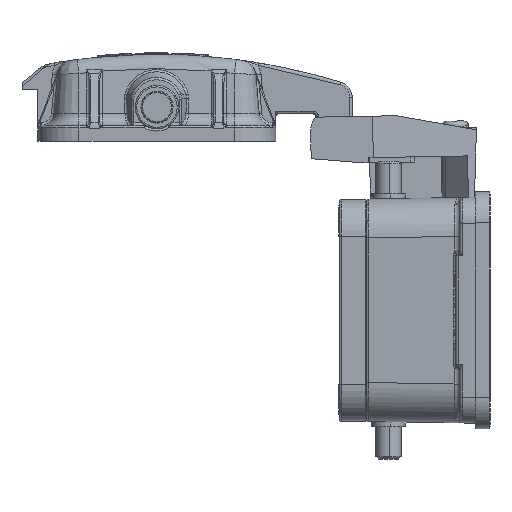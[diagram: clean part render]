
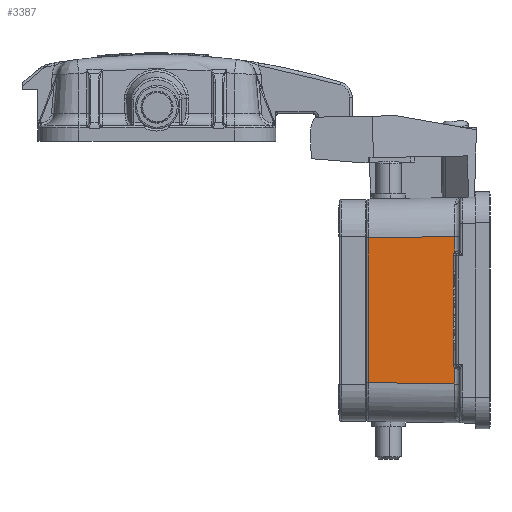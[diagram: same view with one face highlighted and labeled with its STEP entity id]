
A CAD part, left-side view. The second image highlights one B-rep face of the part: STEP entity #3387.
In plain terms, the highlighted planar face has unit normal (-1, 0.018, 0).
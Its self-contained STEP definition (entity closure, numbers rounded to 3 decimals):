
#1238=FACE_OUTER_BOUND('',#7892,.T.);
#3387=ADVANCED_FACE('NONE',(#1238),#4554,.T.);
#4554=PLANE('',#22857);
#5291=LINE('',#32653,#6548);
#5292=LINE('',#32655,#6549);
#5293=LINE('',#32657,#6550);
#5294=LINE('',#32664,#6551);
#5301=LINE('',#32868,#6558);
#5302=LINE('',#32875,#6559);
#6548=VECTOR('',#25575,1.);
#6549=VECTOR('',#25578,1.);
#6550=VECTOR('',#25581,1.);
#6551=VECTOR('',#25584,1.);
#6558=VECTOR('',#25623,1.);
#6559=VECTOR('',#25624,1.);
#7892=EDGE_LOOP('',(#10508,#10509,#10510,#10511,#10512,#10513,#10514,#10515));
#10508=ORIENTED_EDGE('',*,*,#18611,.T.);
#10509=ORIENTED_EDGE('',*,*,#18612,.T.);
#10510=ORIENTED_EDGE('',*,*,#18613,.T.);
#10511=ORIENTED_EDGE('',*,*,#18583,.T.);
#10512=ORIENTED_EDGE('',*,*,#18581,.T.);
#10513=ORIENTED_EDGE('',*,*,#18580,.F.);
#10514=ORIENTED_EDGE('',*,*,#18579,.T.);
#10515=ORIENTED_EDGE('',*,*,#18600,.T.);
#16081=VERTEX_POINT('',#30815);
#16083=VERTEX_POINT('',#30913);
#16086=VERTEX_POINT('',#30997);
#16286=VERTEX_POINT('',#32652);
#16287=VERTEX_POINT('',#32663);
#16293=VERTEX_POINT('',#32772);
#16297=VERTEX_POINT('',#32869);
#16298=VERTEX_POINT('',#32874);
#18579=EDGE_CURVE('NONE',#16081,#16286,#5291,.T.);
#18580=EDGE_CURVE('NONE',#16081,#16083,#5292,.T.);
#18581=EDGE_CURVE('NONE',#16086,#16083,#5293,.T.);
#18583=EDGE_CURVE('NONE',#16287,#16086,#5294,.T.);
#18600=EDGE_CURVE('NONE',#16286,#16293,#21303,.T.);
#18611=EDGE_CURVE('NONE',#16293,#16297,#5301,.T.);
#18612=EDGE_CURVE('NONE',#16297,#16298,#21311,.T.);
#18613=EDGE_CURVE('NONE',#16298,#16287,#5302,.T.);
#21303=B_SPLINE_CURVE_WITH_KNOTS('',3,(#32768,#32769,#32770,#32771),
 .UNSPECIFIED.,.F.,.F.,(4,4),(0.,1.),.UNSPECIFIED.);
#21311=B_SPLINE_CURVE_WITH_KNOTS('',3,(#32870,#32871,#32872,#32873),
 .UNSPECIFIED.,.F.,.F.,(4,4),(0.,1.),.UNSPECIFIED.);
#22857=AXIS2_PLACEMENT_3D('',#32876,#25625,#25626);
#25575=DIRECTION('',(0.,0.,1.));
#25578=DIRECTION('',(0.017,1.,0.017));
#25581=DIRECTION('',(0.,0.,-1.));
#25584=DIRECTION('',(0.017,1.,-0.017));
#25623=DIRECTION('',(0.,0.,1.));
#25624=DIRECTION('',(0.,0.,1.));
#25625=DIRECTION('',(-1.,0.017,0.));
#25626=DIRECTION('',(-0.017,-1.,0.));
#30815=CARTESIAN_POINT('',(-36.747,-19.017,-14.248));
#30913=CARTESIAN_POINT('',(-36.455,-2.295,-13.956));
#30997=CARTESIAN_POINT('',(-36.455,-2.295,13.956));
#32652=CARTESIAN_POINT('',(-36.747,-19.017,-11.223));
#32653=CARTESIAN_POINT('',(-36.747,-19.017,23.707));
#32655=CARTESIAN_POINT('',(-36.837,-24.183,-14.338));
#32657=CARTESIAN_POINT('',(-36.455,-2.295,23.707));
#32663=CARTESIAN_POINT('',(-36.747,-19.017,14.248));
#32664=CARTESIAN_POINT('',(-36.747,-19.017,14.248));
#32768=CARTESIAN_POINT('',(-36.747,-19.017,-11.223));
#32769=CARTESIAN_POINT('',(-36.744,-18.823,-11.035));
#32770=CARTESIAN_POINT('',(-36.742,-18.71,-10.779));
#32771=CARTESIAN_POINT('',(-36.742,-18.709,-10.5));
#32772=CARTESIAN_POINT('',(-36.742,-18.709,-10.5));
#32868=CARTESIAN_POINT('',(-36.742,-18.709,23.707));
#32869=CARTESIAN_POINT('',(-36.742,-18.709,10.5));
#32870=CARTESIAN_POINT('',(-36.742,-18.709,10.5));
#32871=CARTESIAN_POINT('',(-36.742,-18.71,10.772));
#32872=CARTESIAN_POINT('',(-36.744,-18.818,11.03));
#32873=CARTESIAN_POINT('',(-36.747,-19.017,11.223));
#32874=CARTESIAN_POINT('',(-36.747,-19.017,11.223));
#32875=CARTESIAN_POINT('',(-36.747,-19.017,23.707));
#32876=CARTESIAN_POINT('',(-36.45,-2.,23.707));
